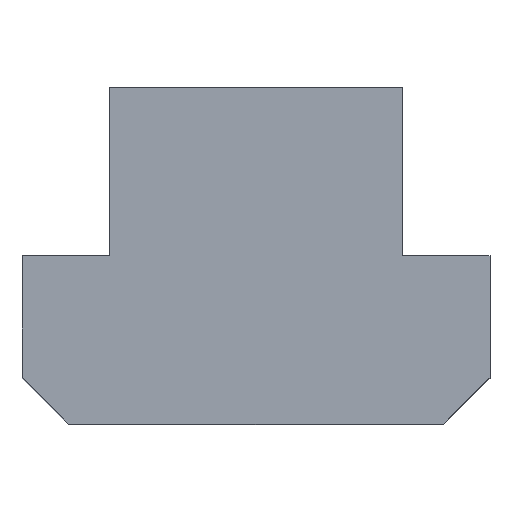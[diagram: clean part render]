
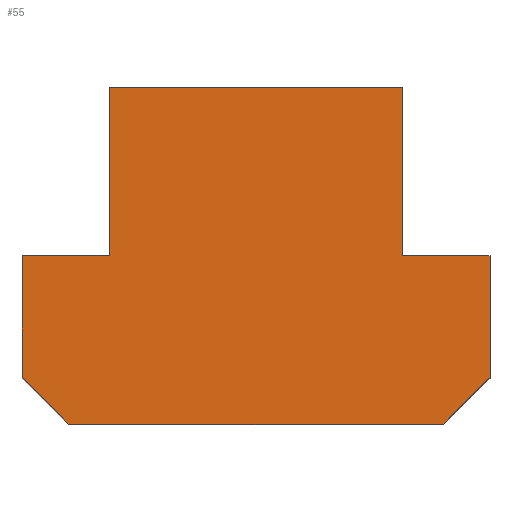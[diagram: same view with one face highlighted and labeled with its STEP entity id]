
A CAD part, top view. The second image highlights one B-rep face of the part: STEP entity #55.
In plain terms, the highlighted planar face has unit normal (0, 0, 1).
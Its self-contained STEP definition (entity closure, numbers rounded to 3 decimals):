
#55 = ADVANCED_FACE( '', ( #114 ), #115, .T. );
#114 = FACE_OUTER_BOUND( '', #171, .T. );
#115 = PLANE( '', #172 );
#171 = EDGE_LOOP( '', ( #256, #257, #258, #259, #260, #261, #262, #263, #264, #265 ) );
#172 = AXIS2_PLACEMENT_3D( '', #266, #267, #268 );
#256 = ORIENTED_EDGE( '', *, *, #355, .T. );
#257 = ORIENTED_EDGE( '', *, *, #335, .T. );
#258 = ORIENTED_EDGE( '', *, *, #345, .T. );
#259 = ORIENTED_EDGE( '', *, *, #356, .T. );
#260 = ORIENTED_EDGE( '', *, *, #324, .T. );
#261 = ORIENTED_EDGE( '', *, *, #357, .T. );
#262 = ORIENTED_EDGE( '', *, *, #358, .T. );
#263 = ORIENTED_EDGE( '', *, *, #349, .T. );
#264 = ORIENTED_EDGE( '', *, *, #353, .T. );
#265 = ORIENTED_EDGE( '', *, *, #340, .T. );
#266 = CARTESIAN_POINT( '', ( 0., 0., 12.5 ) );
#267 = DIRECTION( '', ( 0., 0., 1. ) );
#268 = DIRECTION( '', ( 1., 0., 0. ) );
#324 = EDGE_CURVE( '', #376, #374, #377, .T. );
#335 = EDGE_CURVE( '', #395, #393, #396, .T. );
#340 = EDGE_CURVE( '', #404, #402, #405, .T. );
#345 = EDGE_CURVE( '', #393, #410, #412, .T. );
#349 = EDGE_CURVE( '', #419, #417, #420, .T. );
#353 = EDGE_CURVE( '', #417, #404, #424, .T. );
#355 = EDGE_CURVE( '', #402, #395, #426, .T. );
#356 = EDGE_CURVE( '', #410, #376, #427, .T. );
#357 = EDGE_CURVE( '', #374, #428, #429, .T. );
#358 = EDGE_CURVE( '', #428, #419, #430, .T. );
#374 = VERTEX_POINT( '', #448 );
#376 = VERTEX_POINT( '', #451 );
#377 = LINE( '', #452, #453 );
#393 = VERTEX_POINT( '', #471 );
#395 = VERTEX_POINT( '', #474 );
#396 = LINE( '', #475, #476 );
#402 = VERTEX_POINT( '', #484 );
#404 = VERTEX_POINT( '', #487 );
#405 = LINE( '', #488, #489 );
#410 = VERTEX_POINT( '', #496 );
#412 = LINE( '', #499, #500 );
#417 = VERTEX_POINT( '', #506 );
#419 = VERTEX_POINT( '', #509 );
#420 = LINE( '', #510, #511 );
#424 = LINE( '', #517, #518 );
#426 = LINE( '', #520, #521 );
#427 = LINE( '', #522, #523 );
#428 = VERTEX_POINT( '', #524 );
#429 = LINE( '', #525, #526 );
#430 = LINE( '', #527, #528 );
#448 = CARTESIAN_POINT( '', ( 12.5, 9., 12.5 ) );
#451 = CARTESIAN_POINT( '', ( 12.5, 2.5, 12.5 ) );
#452 = CARTESIAN_POINT( '', ( 12.5, 2.5, 12.5 ) );
#453 = VECTOR( '', #548, 1000. );
#471 = CARTESIAN_POINT( '', ( -10., 0., 12.5 ) );
#474 = CARTESIAN_POINT( '', ( -12.5, 2.5, 12.5 ) );
#475 = CARTESIAN_POINT( '', ( -12.5, 2.5, 12.5 ) );
#476 = VECTOR( '', #564, 1000. );
#484 = CARTESIAN_POINT( '', ( -12.5, 9., 12.5 ) );
#487 = CARTESIAN_POINT( '', ( -7.85, 9., 12.5 ) );
#488 = CARTESIAN_POINT( '', ( -7.85, 9., 12.5 ) );
#489 = VECTOR( '', #568, 1000. );
#496 = CARTESIAN_POINT( '', ( 10., 0., 12.5 ) );
#499 = CARTESIAN_POINT( '', ( -10., 0., 12.5 ) );
#500 = VECTOR( '', #572, 1000. );
#506 = CARTESIAN_POINT( '', ( -7.85, 18., 12.5 ) );
#509 = CARTESIAN_POINT( '', ( 7.85, 18., 12.5 ) );
#510 = CARTESIAN_POINT( '', ( 7.85, 18., 12.5 ) );
#511 = VECTOR( '', #575, 1000. );
#517 = CARTESIAN_POINT( '', ( -7.85, 18., 12.5 ) );
#518 = VECTOR( '', #578, 1000. );
#520 = CARTESIAN_POINT( '', ( -12.5, 9., 12.5 ) );
#521 = VECTOR( '', #579, 1000. );
#522 = CARTESIAN_POINT( '', ( 10., 0., 12.5 ) );
#523 = VECTOR( '', #580, 1000. );
#524 = CARTESIAN_POINT( '', ( 7.85, 9., 12.5 ) );
#525 = CARTESIAN_POINT( '', ( 12.5, 9., 12.5 ) );
#526 = VECTOR( '', #581, 1000. );
#527 = CARTESIAN_POINT( '', ( 7.85, 9., 12.5 ) );
#528 = VECTOR( '', #582, 1000. );
#548 = DIRECTION( '', ( 0., 1., 0. ) );
#564 = DIRECTION( '', ( 0.707, -0.707, 0. ) );
#568 = DIRECTION( '', ( -1., 0., 0. ) );
#572 = DIRECTION( '', ( 1., 0., 0. ) );
#575 = DIRECTION( '', ( -1., 0., 0. ) );
#578 = DIRECTION( '', ( 0., -1., 0. ) );
#579 = DIRECTION( '', ( 0., -1., 0. ) );
#580 = DIRECTION( '', ( 0.707, 0.707, 0. ) );
#581 = DIRECTION( '', ( -1., 0., 0. ) );
#582 = DIRECTION( '', ( 0., 1., 0. ) );
